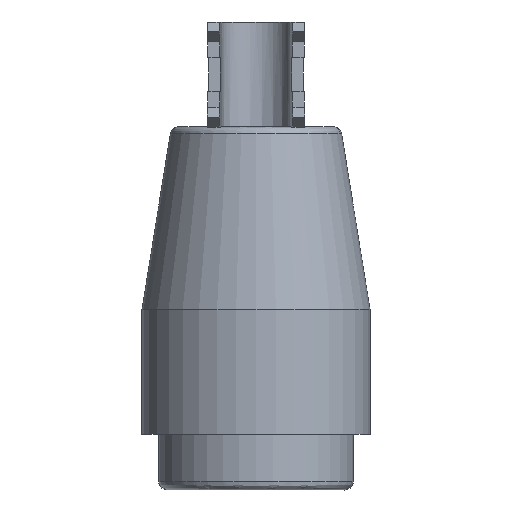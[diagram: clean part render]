
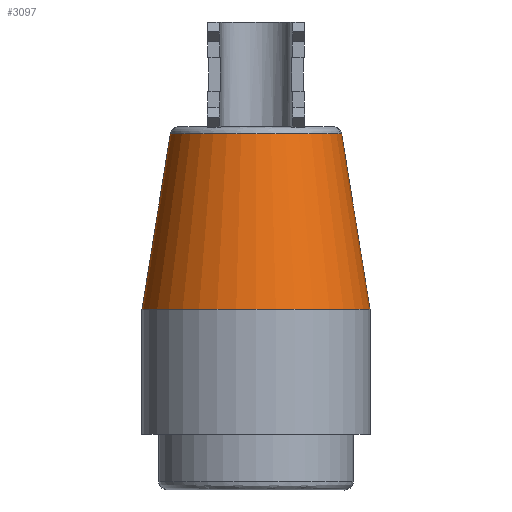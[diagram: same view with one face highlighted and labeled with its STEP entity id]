
A CAD part, front view. The second image highlights one B-rep face of the part: STEP entity #3097.
In plain terms, the highlighted face is a revolution surface.
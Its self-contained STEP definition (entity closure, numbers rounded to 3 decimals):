
#3097 = ADVANCED_FACE('',(#3098),#3113,.T.);
#3098 = FACE_BOUND('',#3099,.T.);
#3099 = EDGE_LOOP('',(#3100,#3126,#3141,#3157));
#3100 = ORIENTED_EDGE('',*,*,#3101,.T.);
#3101 = EDGE_CURVE('',#3102,#3104,#3106,.T.);
#3102 = VERTEX_POINT('',#3103);
#3103 = CARTESIAN_POINT('',(6.75,0.,10.7));
#3104 = VERTEX_POINT('',#3105);
#3105 = CARTESIAN_POINT('',(-6.75,0.,10.7));
#3106 = SURFACE_CURVE('',#3107,(#3112),.PCURVE_S1.);
#3107 = CIRCLE('',#3108,6.75);
#3108 = AXIS2_PLACEMENT_3D('',#3109,#3110,#3111);
#3109 = CARTESIAN_POINT('',(0.,0.,10.7));
#3110 = DIRECTION('',(0.,0.,-1.));
#3111 = DIRECTION('',(1.,0.,0.));
#3112 = PCURVE('',#3113,#3121);
#3113 = SURFACE_OF_REVOLUTION('',#3114,#3118);
#3114 = LINE('',#3115,#3116);
#3115 = CARTESIAN_POINT('',(-5.068,0.,
    21.08));
#3116 = VECTOR('',#3117,1.);
#3117 = DIRECTION('',(-0.16,0.,-0.987
    ));
#3118 = AXIS1_PLACEMENT('',#3119,#3120);
#3119 = CARTESIAN_POINT('',(0.,0.,1010.7));
#3120 = DIRECTION('',(0.,0.,1.));
#3121 = DEFINITIONAL_REPRESENTATION('',(#3122),#3125);
#3122 = B_SPLINE_CURVE_WITH_KNOTS('',1,(#3123,#3124),.UNSPECIFIED.,.F.,
  .F.,(2,2),(0.,3.142),.PIECEWISE_BEZIER_KNOTS.);
#3123 = CARTESIAN_POINT('',(3.142,10.515));
#3124 = CARTESIAN_POINT('',(0.,10.515));
#3125 = ( GEOMETRIC_REPRESENTATION_CONTEXT(2) 
PARAMETRIC_REPRESENTATION_CONTEXT() REPRESENTATION_CONTEXT('2D SPACE',''
  ) );
#3126 = ORIENTED_EDGE('',*,*,#3127,.T.);
#3127 = EDGE_CURVE('',#3104,#3128,#3130,.T.);
#3128 = VERTEX_POINT('',#3129);
#3129 = CARTESIAN_POINT('',(-5.068,0.,
    21.08));
#3130 = SURFACE_CURVE('',#3131,(#3135),.PCURVE_S1.);
#3131 = LINE('',#3132,#3133);
#3132 = CARTESIAN_POINT('',(-6.75,0.,10.7));
#3133 = VECTOR('',#3134,1.);
#3134 = DIRECTION('',(0.16,0.,0.987));
#3135 = PCURVE('',#3113,#3136);
#3136 = DEFINITIONAL_REPRESENTATION('',(#3137),#3140);
#3137 = B_SPLINE_CURVE_WITH_KNOTS('',1,(#3138,#3139),.UNSPECIFIED.,.F.,
  .F.,(2,2),(0.,10.515),.PIECEWISE_BEZIER_KNOTS.);
#3138 = CARTESIAN_POINT('',(0.,10.515));
#3139 = CARTESIAN_POINT('',(0.,0.));
#3140 = ( GEOMETRIC_REPRESENTATION_CONTEXT(2) 
PARAMETRIC_REPRESENTATION_CONTEXT() REPRESENTATION_CONTEXT('2D SPACE',''
  ) );
#3141 = ORIENTED_EDGE('',*,*,#3142,.F.);
#3142 = EDGE_CURVE('',#3143,#3128,#3145,.T.);
#3143 = VERTEX_POINT('',#3144);
#3144 = CARTESIAN_POINT('',(5.068,0.,
    21.08));
#3145 = SURFACE_CURVE('',#3146,(#3151),.PCURVE_S1.);
#3146 = CIRCLE('',#3147,5.068);
#3147 = AXIS2_PLACEMENT_3D('',#3148,#3149,#3150);
#3148 = CARTESIAN_POINT('',(0.,0.,21.08
    ));
#3149 = DIRECTION('',(0.,0.,-1.));
#3150 = DIRECTION('',(1.,0.,0.));
#3151 = PCURVE('',#3113,#3152);
#3152 = DEFINITIONAL_REPRESENTATION('',(#3153),#3156);
#3153 = B_SPLINE_CURVE_WITH_KNOTS('',1,(#3154,#3155),.UNSPECIFIED.,.F.,
  .F.,(2,2),(0.,3.142),.PIECEWISE_BEZIER_KNOTS.);
#3154 = CARTESIAN_POINT('',(3.142,0.));
#3155 = CARTESIAN_POINT('',(0.,0.));
#3156 = ( GEOMETRIC_REPRESENTATION_CONTEXT(2) 
PARAMETRIC_REPRESENTATION_CONTEXT() REPRESENTATION_CONTEXT('2D SPACE',''
  ) );
#3157 = ORIENTED_EDGE('',*,*,#3158,.T.);
#3158 = EDGE_CURVE('',#3143,#3102,#3159,.T.);
#3159 = SURFACE_CURVE('',#3160,(#3164),.PCURVE_S1.);
#3160 = LINE('',#3161,#3162);
#3161 = CARTESIAN_POINT('',(5.068,0.,21.08));
#3162 = VECTOR('',#3163,1.);
#3163 = DIRECTION('',(0.16,0.,-0.987));
#3164 = PCURVE('',#3113,#3165);
#3165 = DEFINITIONAL_REPRESENTATION('',(#3166),#3169);
#3166 = B_SPLINE_CURVE_WITH_KNOTS('',1,(#3167,#3168),.UNSPECIFIED.,.F.,
  .F.,(2,2),(0.,10.515),.PIECEWISE_BEZIER_KNOTS.);
#3167 = CARTESIAN_POINT('',(3.142,0.));
#3168 = CARTESIAN_POINT('',(3.142,10.515));
#3169 = ( GEOMETRIC_REPRESENTATION_CONTEXT(2) 
PARAMETRIC_REPRESENTATION_CONTEXT() REPRESENTATION_CONTEXT('2D SPACE',''
  ) );
